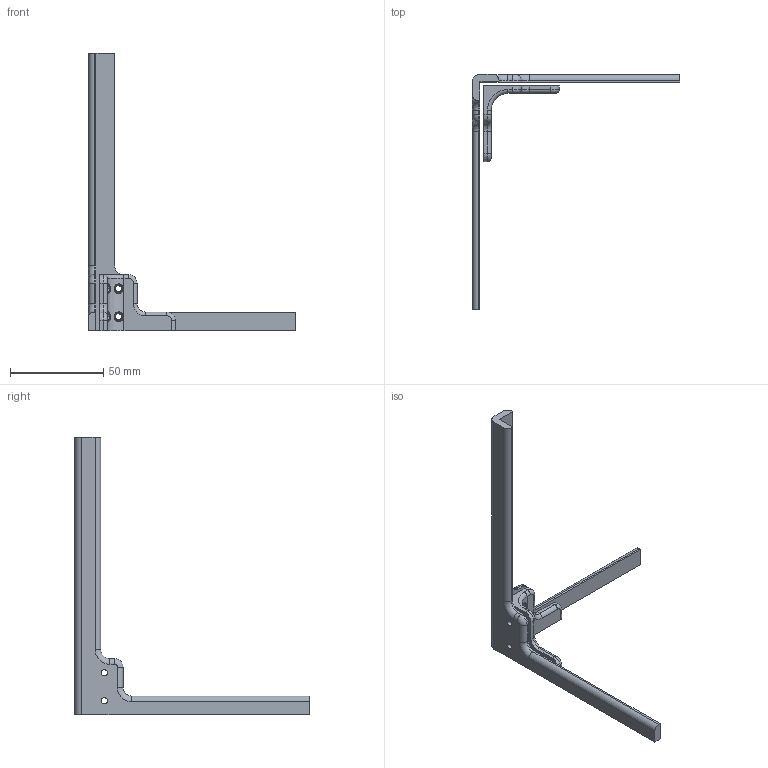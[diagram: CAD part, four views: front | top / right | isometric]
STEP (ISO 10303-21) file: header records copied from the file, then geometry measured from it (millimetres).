
FILE_DESCRIPTION (( 'STEP AP214' ), '1' );
FILE_NAME ('Plexiglass_base_right.STEP', '2024-08-29T20:24:24', ( '' ), ( '' ), 'SwSTEP 2.0', 'SolidWorks 2024', '' );
FILE_SCHEMA (( 'AUTOMOTIVE_DESIGN' ));
Length unit declared in the file: millimetre
Products named in the file (1): Plexiglass_base_right
Bounding box: 110.75 x 125.75 x 148.5 mm (x, y, z)
Volume: 29009.6 mm3; surface area: 18256.9 mm2
Topology: 2 solids, 2 shells, 100 faces, 259 edges, 164 vertices
Faces by surface type: cylinder 48, plane 29, torus 13, bspline 8, cone 2
Entity records: 4276 total; most frequent: CARTESIAN_POINT 1748, DIRECTION 534, ORIENTED_EDGE 518, EDGE_CURVE 259, AXIS2_PLACEMENT_3D 206, VERTEX_POINT 164, LINE 122, VECTOR 122
